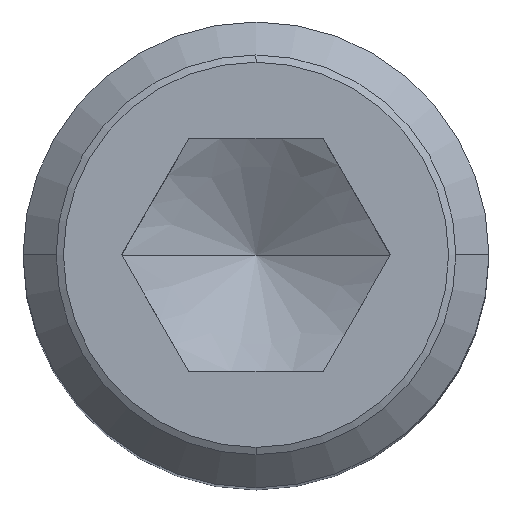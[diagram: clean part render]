
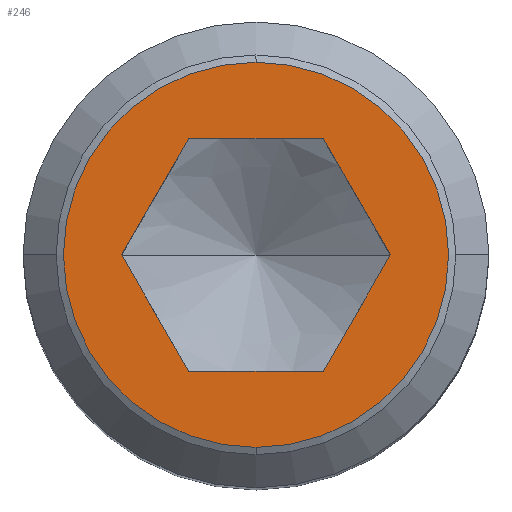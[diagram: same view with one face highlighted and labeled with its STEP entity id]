
A CAD part, top view. The second image highlights one B-rep face of the part: STEP entity #246.
In plain terms, the highlighted planar face has unit normal (0, 0, 1).
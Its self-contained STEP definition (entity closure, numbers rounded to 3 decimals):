
#152=VERTEX_POINT('',#380);
#184=EDGE_CURVE('',#212,#262,#414,.T.);
#188=EDGE_CURVE('',#310,#220,#418,.T.);
#210=EDGE_CURVE('',#220,#270,#442,.T.);
#212=VERTEX_POINT('',#444);
#220=VERTEX_POINT('',#454);
#246=ADVANCED_FACE('',(#484,#485),#486,.T.);
#256=EDGE_CURVE('',#270,#266,#498,.T.);
#262=VERTEX_POINT('',#504);
#266=VERTEX_POINT('',#508);
#270=VERTEX_POINT('',#512);
#302=EDGE_CURVE('',#266,#152,#549,.T.);
#304=EDGE_CURVE('',#324,#310,#551,.T.);
#310=VERTEX_POINT('',#557);
#314=EDGE_CURVE('',#152,#324,#561,.T.);
#324=VERTEX_POINT('',#573);
#332=EDGE_CURVE('',#262,#212,#581,.T.);
#380=CARTESIAN_POINT('',(0.722,-1.25,0.));
#414=CIRCLE('',#668,2.067);
#418=LINE('',#675,#676);
#442=LINE('',#717,#718);
#444=CARTESIAN_POINT('',(0.,-2.067,0.));
#454=CARTESIAN_POINT('',(-0.722,1.25,0.));
#484=FACE_BOUND('',#798,.T.);
#485=FACE_OUTER_BOUND('',#799,.T.);
#486=PLANE('',#800);
#498=LINE('',#815,#816);
#504=CARTESIAN_POINT('',(0.,2.067,0.));
#508=CARTESIAN_POINT('',(1.443,0.0,0.));
#512=CARTESIAN_POINT('',(0.722,1.25,0.));
#549=LINE('',#895,#896);
#551=LINE('',#899,#900);
#557=CARTESIAN_POINT('',(-1.443,0.0,0.));
#561=LINE('',#914,#915);
#573=CARTESIAN_POINT('',(-0.722,-1.25,0.));
#581=CIRCLE('',#945,2.067);
#668=AXIS2_PLACEMENT_3D('',#1027,#1028,#1029);
#675=CARTESIAN_POINT('',(-0.902,0.938,0.));
#676=VECTOR('',#1031,1.0);
#717=CARTESIAN_POINT('',(0.361,1.25,0.));
#718=VECTOR('',#1054,1.0);
#798=EDGE_LOOP('',(#1108,#1109,#1110,#1111,#1112,#1113));
#799=EDGE_LOOP('',(#1114,#1115));
#800=AXIS2_PLACEMENT_3D('',#1116,#1117,#1118);
#815=CARTESIAN_POINT('',(1.263,0.313,0.));
#816=VECTOR('',#1137,1.0);
#895=CARTESIAN_POINT('',(0.902,-0.937,0.));
#896=VECTOR('',#1190,1.0);
#899=CARTESIAN_POINT('',(-1.263,-0.312,0.));
#900=VECTOR('',#1191,1.0);
#914=CARTESIAN_POINT('',(-0.361,-1.25,0.));
#915=VECTOR('',#1196,1.0);
#945=AXIS2_PLACEMENT_3D('',#1219,#1220,#1221);
#1027=CARTESIAN_POINT('',(0.,0.,0.));
#1028=DIRECTION('',(0.0,0.0,1.0));
#1029=DIRECTION('',(0.,1.0,0.0));
#1031=DIRECTION('',(0.5,0.866,0.));
#1054=DIRECTION('',(1.0,0.0,0.0));
#1108=ORIENTED_EDGE('',*,*,#304,.T.);
#1109=ORIENTED_EDGE('',*,*,#188,.T.);
#1110=ORIENTED_EDGE('',*,*,#210,.T.);
#1111=ORIENTED_EDGE('',*,*,#256,.T.);
#1112=ORIENTED_EDGE('',*,*,#302,.T.);
#1113=ORIENTED_EDGE('',*,*,#314,.T.);
#1114=ORIENTED_EDGE('',*,*,#332,.T.);
#1115=ORIENTED_EDGE('',*,*,#184,.T.);
#1116=CARTESIAN_POINT('',(-1.772,0.,0.));
#1117=DIRECTION('',(0.0,0.0,1.0));
#1118=DIRECTION('',(-1.0,0.,0.0));
#1137=DIRECTION('',(0.5,-0.866,0.));
#1190=DIRECTION('',(-0.5,-0.866,0.));
#1191=DIRECTION('',(-0.5,0.866,0.));
#1196=DIRECTION('',(-1.0,0.0,0.0));
#1219=CARTESIAN_POINT('',(0.,0.,0.));
#1220=DIRECTION('',(0.0,0.0,1.0));
#1221=DIRECTION('',(0.,1.0,0.0));
